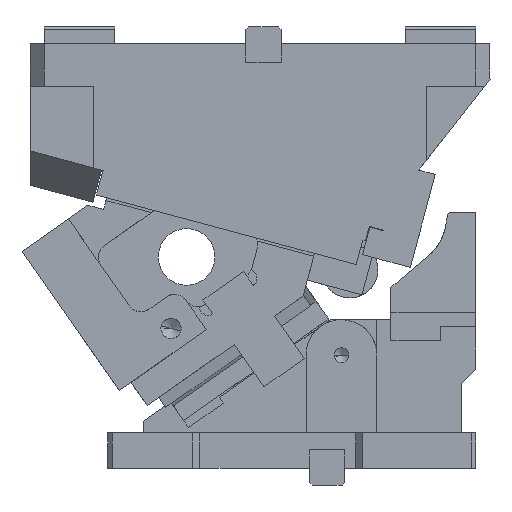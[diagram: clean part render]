
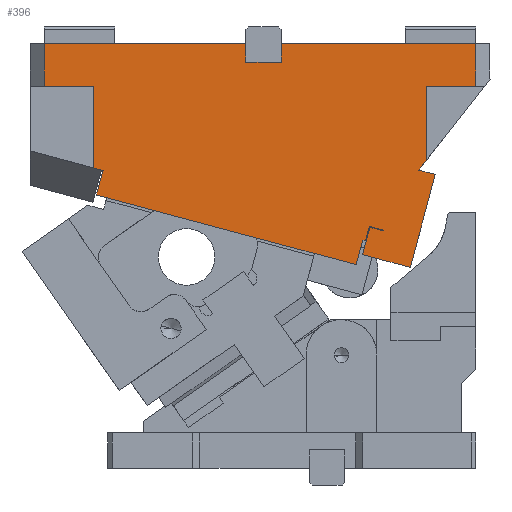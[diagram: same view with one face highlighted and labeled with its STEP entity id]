
A CAD part, left-side view. The second image highlights one B-rep face of the part: STEP entity #396.
In plain terms, the highlighted planar face has unit normal (-1, 0, 0).
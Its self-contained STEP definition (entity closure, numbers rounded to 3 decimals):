
#57=CARTESIAN_POINT('Line Origine',(428.929,748.211,0.)) ;
#61=CARTESIAN_POINT('Vertex',(428.929,816.961,0.)) ;
#63=CARTESIAN_POINT('Vertex',(428.929,679.461,0.)) ;
#198=CARTESIAN_POINT('Axis2P3D Location',(428.929,999.711,4.077)) ;
#203=CARTESIAN_POINT('Line Origine',(428.929,946.186,-88.664)) ;
#207=CARTESIAN_POINT('Vertex',(428.929,942.91,-89.541)) ;
#209=CARTESIAN_POINT('Vertex',(428.929,949.461,-87.786)) ;
#212=CARTESIAN_POINT('Line Origine',(428.929,945.24,-98.235)) ;
#216=CARTESIAN_POINT('Vertex',(428.929,947.569,-106.928)) ;
#219=CARTESIAN_POINT('Line Origine',(428.929,855.807,-131.517)) ;
#223=CARTESIAN_POINT('Vertex',(428.929,764.044,-156.106)) ;
#226=CARTESIAN_POINT('Line Origine',(428.929,761.715,-147.413)) ;
#230=CARTESIAN_POINT('Vertex',(428.929,759.385,-138.72)) ;
#233=CARTESIAN_POINT('Line Origine',(428.929,758.419,-138.979)) ;
#237=CARTESIAN_POINT('Vertex',(428.929,757.453,-139.237)) ;
#240=CARTESIAN_POINT('Line Origine',(428.929,756.095,-134.166)) ;
#244=CARTESIAN_POINT('Vertex',(428.929,754.736,-129.095)) ;
#247=CARTESIAN_POINT('Line Origine',(428.929,749.665,-130.454)) ;
#251=CARTESIAN_POINT('Vertex',(428.929,744.593,-131.813)) ;
#254=CARTESIAN_POINT('Line Origine',(428.929,744.658,-132.054)) ;
#258=CARTESIAN_POINT('Vertex',(428.929,744.723,-132.296)) ;
#261=CARTESIAN_POINT('Line Origine',(428.929,749.553,-131.002)) ;
#265=CARTESIAN_POINT('Vertex',(428.929,754.382,-129.708)) ;
#268=CARTESIAN_POINT('Line Origine',(428.929,756.97,-139.367)) ;
#272=CARTESIAN_POINT('Vertex',(428.929,759.559,-149.026)) ;
#275=CARTESIAN_POINT('Line Origine',(428.929,742.655,-153.556)) ;
#279=CARTESIAN_POINT('Vertex',(428.929,725.752,-158.085)) ;
#282=CARTESIAN_POINT('Line Origine',(428.929,716.951,-125.244)) ;
#286=CARTESIAN_POINT('Vertex',(428.929,708.151,-92.402)) ;
#289=CARTESIAN_POINT('Line Origine',(428.929,713.946,-90.849)) ;
#293=CARTESIAN_POINT('Vertex',(428.929,719.742,-89.296)) ;
#296=CARTESIAN_POINT('Line Origine',(428.929,717.101,-85.92)) ;
#300=CARTESIAN_POINT('Vertex',(428.929,714.461,-82.543)) ;
#303=CARTESIAN_POINT('Line Origine',(428.929,714.461,-56.272)) ;
#307=CARTESIAN_POINT('Vertex',(428.929,714.461,-30.)) ;
#310=CARTESIAN_POINT('Line Origine',(428.929,696.961,-30.)) ;
#314=CARTESIAN_POINT('Vertex',(428.929,679.461,-30.)) ;
#317=CARTESIAN_POINT('Line Origine',(428.929,679.461,-15.)) ;
#322=CARTESIAN_POINT('Line Origine',(428.929,816.961,-6.5)) ;
#326=CARTESIAN_POINT('Vertex',(428.929,816.961,-13.)) ;
#329=CARTESIAN_POINT('Line Origine',(428.929,829.461,-13.)) ;
#333=CARTESIAN_POINT('Vertex',(428.929,841.961,-13.)) ;
#336=CARTESIAN_POINT('Line Origine',(428.929,841.961,-6.5)) ;
#340=CARTESIAN_POINT('Vertex',(428.929,841.961,0.)) ;
#343=CARTESIAN_POINT('Line Origine',(428.929,913.211,0.)) ;
#347=CARTESIAN_POINT('Vertex',(428.929,984.461,0.)) ;
#350=CARTESIAN_POINT('Line Origine',(428.929,984.461,-15.)) ;
#354=CARTESIAN_POINT('Vertex',(428.929,984.461,-30.)) ;
#357=CARTESIAN_POINT('Line Origine',(428.929,966.961,-30.)) ;
#361=CARTESIAN_POINT('Vertex',(428.929,949.461,-30.)) ;
#364=CARTESIAN_POINT('Line Origine',(428.929,949.461,-58.893)) ;
#58=DIRECTION('Vector Direction',(0.,-1.,0.)) ;
#199=DIRECTION('Axis2P3D Direction',(1.,-0.,0.)) ;
#200=DIRECTION('Axis2P3D XDirection',(0.,0.,-1.)) ;
#204=DIRECTION('Vector Direction',(0.,0.966,0.259)) ;
#213=DIRECTION('Vector Direction',(0.,-0.259,0.966)) ;
#220=DIRECTION('Vector Direction',(0.,0.966,0.259)) ;
#227=DIRECTION('Vector Direction',(0.,-0.259,0.966)) ;
#234=DIRECTION('Vector Direction',(0.,0.966,0.259)) ;
#241=DIRECTION('Vector Direction',(0.,0.259,-0.966)) ;
#248=DIRECTION('Vector Direction',(0.,0.966,0.259)) ;
#255=DIRECTION('Vector Direction',(0.,-0.259,0.966)) ;
#262=DIRECTION('Vector Direction',(0.,-0.966,-0.259)) ;
#269=DIRECTION('Vector Direction',(0.,-0.259,0.966)) ;
#276=DIRECTION('Vector Direction',(0.,0.966,0.259)) ;
#283=DIRECTION('Vector Direction',(0.,0.259,-0.966)) ;
#290=DIRECTION('Vector Direction',(0.,0.966,0.259)) ;
#297=DIRECTION('Vector Direction',(0.,-0.616,0.788)) ;
#304=DIRECTION('Vector Direction',(0.,0.,-1.)) ;
#311=DIRECTION('Vector Direction',(0.,-1.,0.)) ;
#318=DIRECTION('Vector Direction',(0.,0.,1.)) ;
#323=DIRECTION('Vector Direction',(0.,0.,-1.)) ;
#330=DIRECTION('Vector Direction',(0.,-1.,0.)) ;
#337=DIRECTION('Vector Direction',(0.,0.,1.)) ;
#344=DIRECTION('Vector Direction',(0.,-1.,0.)) ;
#351=DIRECTION('Vector Direction',(0.,0.,1.)) ;
#358=DIRECTION('Vector Direction',(0.,1.,0.)) ;
#365=DIRECTION('Vector Direction',(0.,0.,-1.)) ;
#201=AXIS2_PLACEMENT_3D('Plane Axis2P3D',#198,#199,#200) ;
#370=ORIENTED_EDGE('',*,*,#211,.F.) ;
#371=ORIENTED_EDGE('',*,*,#218,.F.) ;
#372=ORIENTED_EDGE('',*,*,#225,.F.) ;
#373=ORIENTED_EDGE('',*,*,#232,.T.) ;
#374=ORIENTED_EDGE('',*,*,#239,.F.) ;
#375=ORIENTED_EDGE('',*,*,#246,.F.) ;
#376=ORIENTED_EDGE('',*,*,#253,.F.) ;
#377=ORIENTED_EDGE('',*,*,#260,.F.) ;
#378=ORIENTED_EDGE('',*,*,#267,.F.) ;
#379=ORIENTED_EDGE('',*,*,#274,.F.) ;
#380=ORIENTED_EDGE('',*,*,#281,.F.) ;
#381=ORIENTED_EDGE('',*,*,#288,.F.) ;
#382=ORIENTED_EDGE('',*,*,#295,.T.) ;
#383=ORIENTED_EDGE('',*,*,#302,.T.) ;
#384=ORIENTED_EDGE('',*,*,#309,.F.) ;
#385=ORIENTED_EDGE('',*,*,#316,.T.) ;
#386=ORIENTED_EDGE('',*,*,#321,.T.) ;
#387=ORIENTED_EDGE('',*,*,#65,.F.) ;
#388=ORIENTED_EDGE('',*,*,#328,.T.) ;
#389=ORIENTED_EDGE('',*,*,#335,.F.) ;
#390=ORIENTED_EDGE('',*,*,#342,.T.) ;
#391=ORIENTED_EDGE('',*,*,#349,.F.) ;
#392=ORIENTED_EDGE('',*,*,#356,.F.) ;
#393=ORIENTED_EDGE('',*,*,#363,.F.) ;
#394=ORIENTED_EDGE('',*,*,#368,.T.) ;
#59=VECTOR('Line Direction',#58,1.) ;
#205=VECTOR('Line Direction',#204,1.) ;
#214=VECTOR('Line Direction',#213,1.) ;
#221=VECTOR('Line Direction',#220,1.) ;
#228=VECTOR('Line Direction',#227,1.) ;
#235=VECTOR('Line Direction',#234,1.) ;
#242=VECTOR('Line Direction',#241,1.) ;
#249=VECTOR('Line Direction',#248,1.) ;
#256=VECTOR('Line Direction',#255,1.) ;
#263=VECTOR('Line Direction',#262,1.) ;
#270=VECTOR('Line Direction',#269,1.) ;
#277=VECTOR('Line Direction',#276,1.) ;
#284=VECTOR('Line Direction',#283,1.) ;
#291=VECTOR('Line Direction',#290,1.) ;
#298=VECTOR('Line Direction',#297,1.) ;
#305=VECTOR('Line Direction',#304,1.) ;
#312=VECTOR('Line Direction',#311,1.) ;
#319=VECTOR('Line Direction',#318,1.) ;
#324=VECTOR('Line Direction',#323,1.) ;
#331=VECTOR('Line Direction',#330,1.) ;
#338=VECTOR('Line Direction',#337,1.) ;
#345=VECTOR('Line Direction',#344,1.) ;
#352=VECTOR('Line Direction',#351,1.) ;
#359=VECTOR('Line Direction',#358,1.) ;
#366=VECTOR('Line Direction',#365,1.) ;
#396=ADVANCED_FACE('CAM HOLDER',(#395),#202,.F.) ;
#65=EDGE_CURVE('',#62,#64,#60,.T.) ;
#211=EDGE_CURVE('',#208,#210,#206,.T.) ;
#218=EDGE_CURVE('',#217,#208,#215,.T.) ;
#225=EDGE_CURVE('',#224,#217,#222,.T.) ;
#232=EDGE_CURVE('',#224,#231,#229,.T.) ;
#239=EDGE_CURVE('',#238,#231,#236,.T.) ;
#246=EDGE_CURVE('',#245,#238,#243,.T.) ;
#253=EDGE_CURVE('',#252,#245,#250,.T.) ;
#260=EDGE_CURVE('',#259,#252,#257,.T.) ;
#267=EDGE_CURVE('',#266,#259,#264,.T.) ;
#274=EDGE_CURVE('',#273,#266,#271,.T.) ;
#281=EDGE_CURVE('',#280,#273,#278,.T.) ;
#288=EDGE_CURVE('',#287,#280,#285,.T.) ;
#295=EDGE_CURVE('',#287,#294,#292,.T.) ;
#302=EDGE_CURVE('',#294,#301,#299,.T.) ;
#309=EDGE_CURVE('',#308,#301,#306,.T.) ;
#316=EDGE_CURVE('',#308,#315,#313,.T.) ;
#321=EDGE_CURVE('',#315,#64,#320,.T.) ;
#328=EDGE_CURVE('',#62,#327,#325,.T.) ;
#335=EDGE_CURVE('',#334,#327,#332,.T.) ;
#342=EDGE_CURVE('',#334,#341,#339,.T.) ;
#349=EDGE_CURVE('',#348,#341,#346,.T.) ;
#356=EDGE_CURVE('',#355,#348,#353,.T.) ;
#363=EDGE_CURVE('',#362,#355,#360,.T.) ;
#368=EDGE_CURVE('',#362,#210,#367,.T.) ;
#369=EDGE_LOOP('',(#370,#371,#372,#373,#374,#375,#376,#377,#378,#379,#380,#381,#382,#383,#384,#385,#386,#387,#388,#389,#390,#391,#392,#393,#394)) ;
#395=FACE_OUTER_BOUND('',#369,.T.) ;
#60=LINE('Line',#57,#59) ;
#206=LINE('Line',#203,#205) ;
#215=LINE('Line',#212,#214) ;
#222=LINE('Line',#219,#221) ;
#229=LINE('Line',#226,#228) ;
#236=LINE('Line',#233,#235) ;
#243=LINE('Line',#240,#242) ;
#250=LINE('Line',#247,#249) ;
#257=LINE('Line',#254,#256) ;
#264=LINE('Line',#261,#263) ;
#271=LINE('Line',#268,#270) ;
#278=LINE('Line',#275,#277) ;
#285=LINE('Line',#282,#284) ;
#292=LINE('Line',#289,#291) ;
#299=LINE('Line',#296,#298) ;
#306=LINE('Line',#303,#305) ;
#313=LINE('Line',#310,#312) ;
#320=LINE('Line',#317,#319) ;
#325=LINE('Line',#322,#324) ;
#332=LINE('Line',#329,#331) ;
#339=LINE('Line',#336,#338) ;
#346=LINE('Line',#343,#345) ;
#353=LINE('Line',#350,#352) ;
#360=LINE('Line',#357,#359) ;
#367=LINE('Line',#364,#366) ;
#202=PLANE('Plane',#201) ;
#62=VERTEX_POINT('',#61) ;
#64=VERTEX_POINT('',#63) ;
#208=VERTEX_POINT('',#207) ;
#210=VERTEX_POINT('',#209) ;
#217=VERTEX_POINT('',#216) ;
#224=VERTEX_POINT('',#223) ;
#231=VERTEX_POINT('',#230) ;
#238=VERTEX_POINT('',#237) ;
#245=VERTEX_POINT('',#244) ;
#252=VERTEX_POINT('',#251) ;
#259=VERTEX_POINT('',#258) ;
#266=VERTEX_POINT('',#265) ;
#273=VERTEX_POINT('',#272) ;
#280=VERTEX_POINT('',#279) ;
#287=VERTEX_POINT('',#286) ;
#294=VERTEX_POINT('',#293) ;
#301=VERTEX_POINT('',#300) ;
#308=VERTEX_POINT('',#307) ;
#315=VERTEX_POINT('',#314) ;
#327=VERTEX_POINT('',#326) ;
#334=VERTEX_POINT('',#333) ;
#341=VERTEX_POINT('',#340) ;
#348=VERTEX_POINT('',#347) ;
#355=VERTEX_POINT('',#354) ;
#362=VERTEX_POINT('',#361) ;
